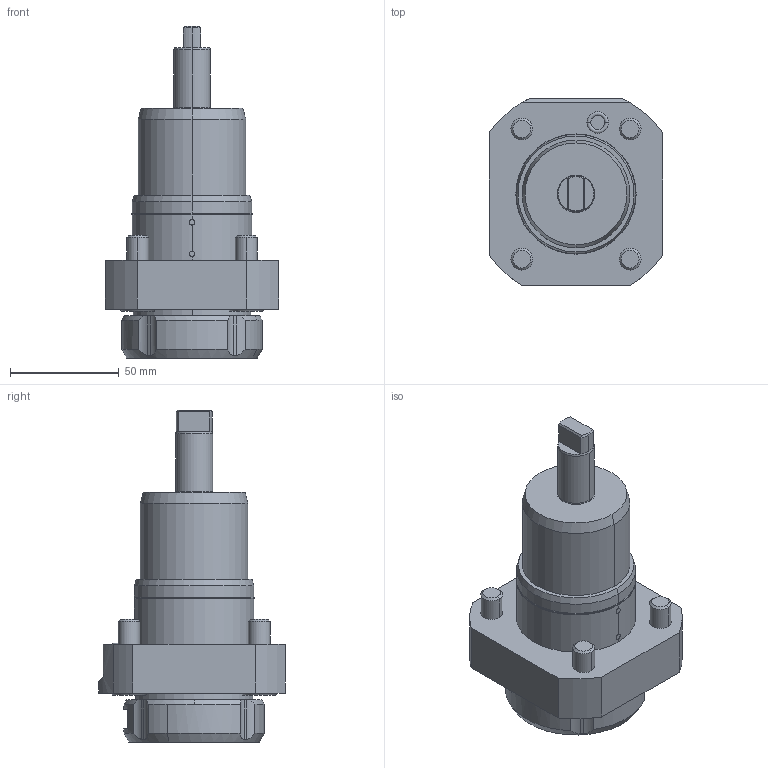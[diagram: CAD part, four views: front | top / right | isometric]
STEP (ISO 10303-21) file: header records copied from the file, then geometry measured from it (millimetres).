
FILE_DESCRIPTION(('HOOPS Exchange Step'),'2;1');
FILE_NAME('Modelcomposition.stp','2024-06-07T06:10:36+00:00',('toolarena-modelservice-ewspro'),('Unknown organisation'),'HOOPS Exchange 2021.2','HOOPS Exchange','Unknown authorisation');
FILE_SCHEMA( ('AP242_MANAGED_MODEL_BASED_3D_ENGINEERING_MIM_LF {1 0 10303 442 1 1 4 }') );
Length unit declared in the file: millimetre
Products named in the file (1): EWS_224884_DIN4003
Bounding box: 80 x 86 x 153 mm (x, y, z)
Volume: 364227.8 mm3; surface area: 40821.9 mm2
Topology: 1 solids, 1 shells, 141 faces, 329 edges, 209 vertices
Faces by surface type: cylinder 50, plane 37, cone 36, torus 16, sphere 2
Entity records: 4363 total; most frequent: CARTESIAN_POINT 962, DIRECTION 791, ORIENTED_EDGE 658, AXIS2_PLACEMENT_3D 342, EDGE_CURVE 329, VERTEX_POINT 208, CIRCLE 192, EDGE_LOOP 159
